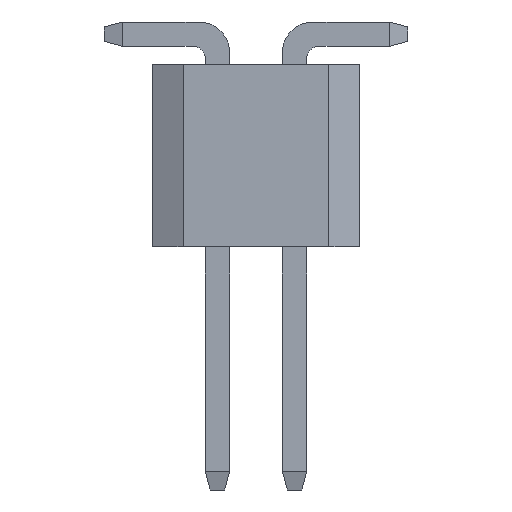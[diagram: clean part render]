
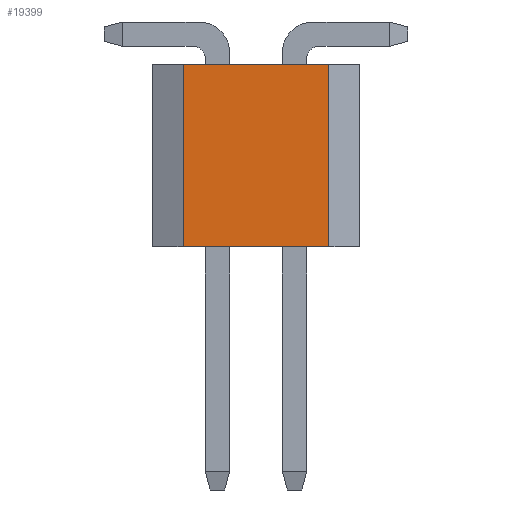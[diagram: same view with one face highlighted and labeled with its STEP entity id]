
A CAD part, left-side view. The second image highlights one B-rep face of the part: STEP entity #19399.
In plain terms, the highlighted planar face has unit normal (-1, 0, 0).
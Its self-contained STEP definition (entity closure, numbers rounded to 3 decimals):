
#117 = CARTESIAN_POINT ( 'NONE',  ( -2.54, 0., 0. ) ) ;
#237 = CARTESIAN_POINT ( 'NONE',  ( -2.54, -1.2, 3. ) ) ;
#313 = EDGE_CURVE ( 'NONE', #4971, #21990, #22797, .T. ) ;
#2414 = ORIENTED_EDGE ( 'NONE', *, *, #23729, .F. ) ;
#2674 = ORIENTED_EDGE ( 'NONE', *, *, #313, .T. ) ;
#2805 = CARTESIAN_POINT ( 'NONE',  ( -2.54, 1.2, 0. ) ) ;
#4554 = VERTEX_POINT ( 'NONE', #5014 ) ;
#4628 = VECTOR ( 'NONE', #6625, 1000. ) ;
#4971 = VERTEX_POINT ( 'NONE', #2805 ) ;
#5014 = CARTESIAN_POINT ( 'NONE',  ( -2.54, 1.2, 3. ) ) ;
#6321 = EDGE_LOOP ( 'NONE', ( #2674, #24728, #8095, #2414 ) ) ;
#6359 = CARTESIAN_POINT ( 'NONE',  ( -2.54, -1.2, -1. ) ) ;
#6539 = DIRECTION ( 'NONE',  ( 0., 0., 1. ) ) ;
#6625 = DIRECTION ( 'NONE',  ( 0., 0., 1. ) ) ;
#6680 = DIRECTION ( 'NONE',  ( 1., 0., 0. ) ) ;
#7988 = EDGE_CURVE ( 'NONE', #21990, #24665, #14823, .T. ) ;
#8095 = ORIENTED_EDGE ( 'NONE', *, *, #9386, .F. ) ;
#8725 = PLANE ( 'NONE',  #9462 ) ;
#9386 = EDGE_CURVE ( 'NONE', #4554, #24665, #9622, .T. ) ;
#9462 = AXIS2_PLACEMENT_3D ( 'NONE', #25377, #6680, #25116 ) ;
#9622 = LINE ( 'NONE', #23852, #18018 ) ;
#10436 = VECTOR ( 'NONE', #6539, 1000. ) ;
#12960 = FACE_OUTER_BOUND ( 'NONE', #6321, .T. ) ;
#13321 = DIRECTION ( 'NONE',  ( 0., -1., 0. ) ) ;
#14176 = VECTOR ( 'NONE', #25350, 1000. ) ;
#14823 = LINE ( 'NONE', #6359, #4628 ) ;
#17730 = CARTESIAN_POINT ( 'NONE',  ( -2.54, -1.2, 0. ) ) ;
#18018 = VECTOR ( 'NONE', #13321, 1000. ) ;
#18720 = CARTESIAN_POINT ( 'NONE',  ( -2.54, 1.2, -1. ) ) ;
#19260 = LINE ( 'NONE', #18720, #10436 ) ;
#19399 = ADVANCED_FACE ( 'NONE', ( #12960 ), #8725, .F. ) ;
#21990 = VERTEX_POINT ( 'NONE', #17730 ) ;
#22797 = LINE ( 'NONE', #117, #14176 ) ;
#23729 = EDGE_CURVE ( 'NONE', #4971, #4554, #19260, .T. ) ;
#23852 = CARTESIAN_POINT ( 'NONE',  ( -2.54, 0., 3. ) ) ;
#24665 = VERTEX_POINT ( 'NONE', #237 ) ;
#24728 = ORIENTED_EDGE ( 'NONE', *, *, #7988, .T. ) ;
#25116 = DIRECTION ( 'NONE',  ( 0., 1., 0. ) ) ;
#25350 = DIRECTION ( 'NONE',  ( 0., -1., 0. ) ) ;
#25377 = CARTESIAN_POINT ( 'NONE',  ( -2.54, 8.828, 25. ) ) ;
